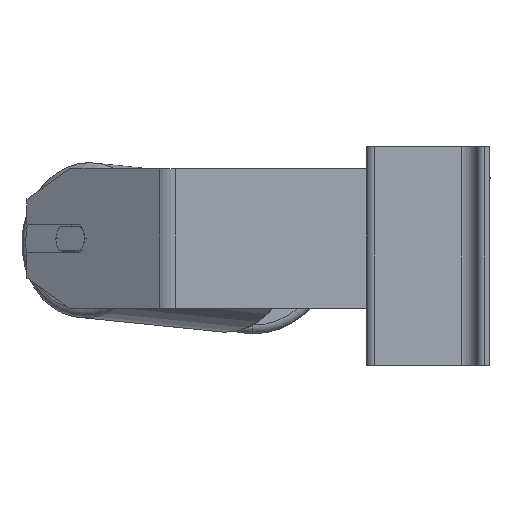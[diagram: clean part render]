
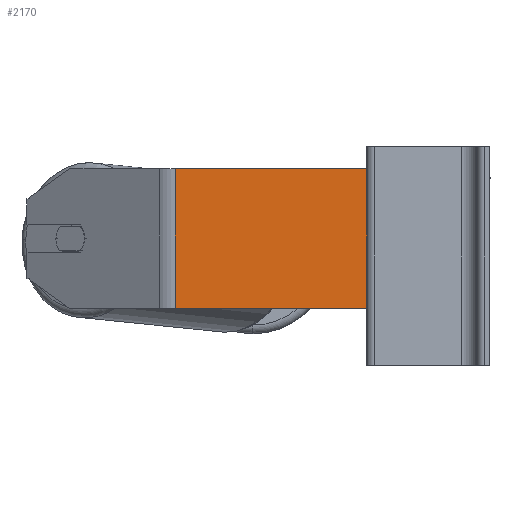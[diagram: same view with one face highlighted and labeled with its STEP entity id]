
A CAD part, left-side view. The second image highlights one B-rep face of the part: STEP entity #2170.
In plain terms, the highlighted planar face has unit normal (-1, 0, 0).
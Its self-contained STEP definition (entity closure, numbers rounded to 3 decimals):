
#1571 = DIRECTION ( 'NONE',  ( 0., 0., -1. ) ) ;
#2170 = ADVANCED_FACE ( 'NONE', ( #9604 ), #2934, .F. ) ;
#2188 = LINE ( 'NONE', #2959, #8316 ) ;
#2211 = ORIENTED_EDGE ( 'NONE', *, *, #10495, .T. ) ;
#2254 = CARTESIAN_POINT ( 'NONE',  ( -288., 18., 50. ) ) ;
#2720 = VERTEX_POINT ( 'NONE', #2254 ) ;
#2801 = CARTESIAN_POINT ( 'NONE',  ( -288., 127.458, 50. ) ) ;
#2934 = PLANE ( 'NONE',  #6841 ) ;
#2959 = CARTESIAN_POINT ( 'NONE',  ( -288., 132.503, 50. ) ) ;
#3079 = ORIENTED_EDGE ( 'NONE', *, *, #4085, .T. ) ;
#3292 = DIRECTION ( 'NONE',  ( 0., -1., 0. ) ) ;
#3555 = EDGE_LOOP ( 'NONE', ( #2211, #8212, #8950, #3079 ) ) ;
#3709 = DIRECTION ( 'NONE',  ( 0., 1., 0. ) ) ;
#4006 = LINE ( 'NONE', #6544, #6248 ) ;
#4085 = EDGE_CURVE ( 'NONE', #8393, #9801, #8590, .T. ) ;
#4235 = CARTESIAN_POINT ( 'NONE',  ( -288., 132.503, -30. ) ) ;
#4570 = DIRECTION ( 'NONE',  ( 0., 0., -1. ) ) ;
#6248 = VECTOR ( 'NONE', #1571, 1000. ) ;
#6306 = DIRECTION ( 'NONE',  ( 1., 0., 0. ) ) ;
#6544 = CARTESIAN_POINT ( 'NONE',  ( -288., 18., 50. ) ) ;
#6827 = CARTESIAN_POINT ( 'NONE',  ( -288., 127.458, 50. ) ) ;
#6841 = AXIS2_PLACEMENT_3D ( 'NONE', #7793, #6306, #3709 ) ;
#6961 = VECTOR ( 'NONE', #3292, 1000. ) ;
#7264 = DIRECTION ( 'NONE',  ( 0., -1., 0. ) ) ;
#7490 = LINE ( 'NONE', #4235, #6961 ) ;
#7549 = VECTOR ( 'NONE', #4570, 1000. ) ;
#7793 = CARTESIAN_POINT ( 'NONE',  ( -288., 132.503, 50. ) ) ;
#8212 = ORIENTED_EDGE ( 'NONE', *, *, #8581, .F. ) ;
#8316 = VECTOR ( 'NONE', #7264, 1000. ) ;
#8393 = VERTEX_POINT ( 'NONE', #6827 ) ;
#8463 = EDGE_CURVE ( 'NONE', #8393, #2720, #2188, .T. ) ;
#8581 = EDGE_CURVE ( 'NONE', #2720, #8838, #4006, .T. ) ;
#8590 = LINE ( 'NONE', #2801, #7549 ) ;
#8838 = VERTEX_POINT ( 'NONE', #10490 ) ;
#8950 = ORIENTED_EDGE ( 'NONE', *, *, #8463, .F. ) ;
#9604 = FACE_OUTER_BOUND ( 'NONE', #3555, .T. ) ;
#9801 = VERTEX_POINT ( 'NONE', #10337 ) ;
#10337 = CARTESIAN_POINT ( 'NONE',  ( -288., 127.458, -30. ) ) ;
#10490 = CARTESIAN_POINT ( 'NONE',  ( -288., 18., -30. ) ) ;
#10495 = EDGE_CURVE ( 'NONE', #9801, #8838, #7490, .T. ) ;
